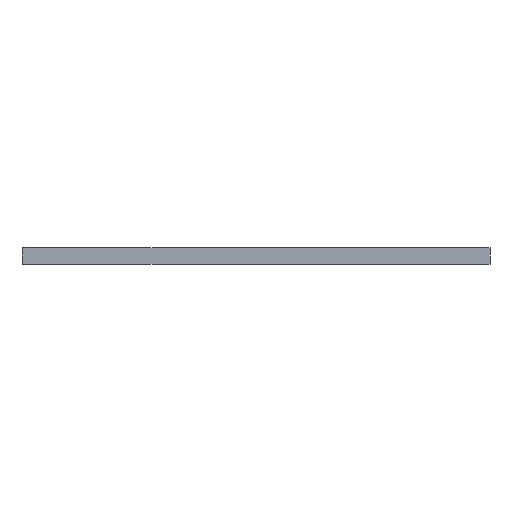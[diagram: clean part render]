
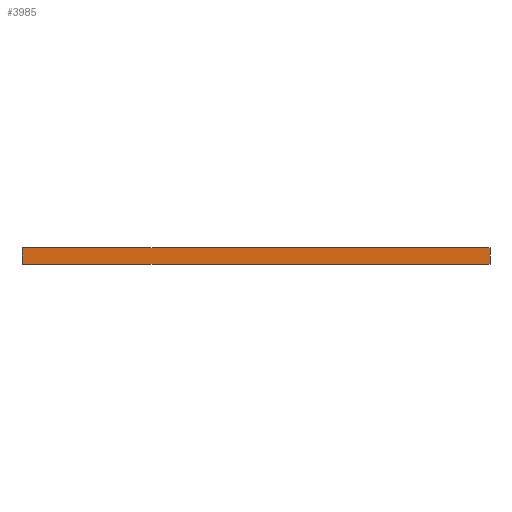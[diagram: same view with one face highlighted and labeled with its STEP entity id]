
A CAD part, front view. The second image highlights one B-rep face of the part: STEP entity #3985.
In plain terms, the highlighted planar face has unit normal (0, -1, 0).
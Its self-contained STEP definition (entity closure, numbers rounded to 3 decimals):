
#83 = PLANE('',#84);
#84 = AXIS2_PLACEMENT_3D('',#85,#86,#87);
#85 = CARTESIAN_POINT('',(148.501,-102.336,1.6));
#86 = DIRECTION('',(-0.,-0.,-1.));
#87 = DIRECTION('',(-1.,0.,0.));
#137 = PLANE('',#138);
#138 = AXIS2_PLACEMENT_3D('',#139,#140,#141);
#139 = CARTESIAN_POINT('',(148.501,-102.336,0.));
#140 = DIRECTION('',(-0.,-0.,-1.));
#141 = DIRECTION('',(-1.,0.,0.));
#442 = VERTEX_POINT('',#443);
#443 = CARTESIAN_POINT('',(171.361,-134.849,0.));
#457 = PLANE('',#458);
#458 = AXIS2_PLACEMENT_3D('',#459,#460,#461);
#459 = CARTESIAN_POINT('',(171.361,-75.159,0.));
#460 = DIRECTION('',(1.,0.,-0.));
#461 = DIRECTION('',(0.,-1.,0.));
#469 = EDGE_CURVE('',#442,#470,#472,.T.);
#470 = VERTEX_POINT('',#471);
#471 = CARTESIAN_POINT('',(125.641,-134.849,0.));
#472 = SURFACE_CURVE('',#473,(#477,#484),.PCURVE_S1.);
#473 = LINE('',#474,#475);
#474 = CARTESIAN_POINT('',(171.361,-134.849,0.));
#475 = VECTOR('',#476,1.);
#476 = DIRECTION('',(-1.,0.,0.));
#477 = PCURVE('',#137,#478);
#478 = DEFINITIONAL_REPRESENTATION('',(#479),#483);
#479 = LINE('',#480,#481);
#480 = CARTESIAN_POINT('',(-22.86,-32.513));
#481 = VECTOR('',#482,1.);
#482 = DIRECTION('',(1.,0.));
#483 = ( GEOMETRIC_REPRESENTATION_CONTEXT(2) 
PARAMETRIC_REPRESENTATION_CONTEXT() REPRESENTATION_CONTEXT('2D SPACE',''
  ) );
#484 = PCURVE('',#485,#490);
#485 = PLANE('',#486);
#486 = AXIS2_PLACEMENT_3D('',#487,#488,#489);
#487 = CARTESIAN_POINT('',(171.361,-134.849,0.));
#488 = DIRECTION('',(0.,-1.,0.));
#489 = DIRECTION('',(-1.,0.,0.));
#490 = DEFINITIONAL_REPRESENTATION('',(#491),#495);
#491 = LINE('',#492,#493);
#492 = CARTESIAN_POINT('',(0.,-0.));
#493 = VECTOR('',#494,1.);
#494 = DIRECTION('',(1.,0.));
#495 = ( GEOMETRIC_REPRESENTATION_CONTEXT(2) 
PARAMETRIC_REPRESENTATION_CONTEXT() REPRESENTATION_CONTEXT('2D SPACE',''
  ) );
#513 = PLANE('',#514);
#514 = AXIS2_PLACEMENT_3D('',#515,#516,#517);
#515 = CARTESIAN_POINT('',(125.641,-134.849,0.));
#516 = DIRECTION('',(-1.,0.,0.));
#517 = DIRECTION('',(0.,1.,0.));
#2348 = VERTEX_POINT('',#2349);
#2349 = CARTESIAN_POINT('',(171.361,-134.849,1.6));
#2370 = EDGE_CURVE('',#2348,#2371,#2373,.T.);
#2371 = VERTEX_POINT('',#2372);
#2372 = CARTESIAN_POINT('',(125.641,-134.849,1.6));
#2373 = SURFACE_CURVE('',#2374,(#2378,#2385),.PCURVE_S1.);
#2374 = LINE('',#2375,#2376);
#2375 = CARTESIAN_POINT('',(171.361,-134.849,1.6));
#2376 = VECTOR('',#2377,1.);
#2377 = DIRECTION('',(-1.,0.,0.));
#2378 = PCURVE('',#83,#2379);
#2379 = DEFINITIONAL_REPRESENTATION('',(#2380),#2384);
#2380 = LINE('',#2381,#2382);
#2381 = CARTESIAN_POINT('',(-22.86,-32.513));
#2382 = VECTOR('',#2383,1.);
#2383 = DIRECTION('',(1.,0.));
#2384 = ( GEOMETRIC_REPRESENTATION_CONTEXT(2) 
PARAMETRIC_REPRESENTATION_CONTEXT() REPRESENTATION_CONTEXT('2D SPACE',''
  ) );
#2385 = PCURVE('',#485,#2386);
#2386 = DEFINITIONAL_REPRESENTATION('',(#2387),#2391);
#2387 = LINE('',#2388,#2389);
#2388 = CARTESIAN_POINT('',(0.,-1.6));
#2389 = VECTOR('',#2390,1.);
#2390 = DIRECTION('',(1.,0.));
#2391 = ( GEOMETRIC_REPRESENTATION_CONTEXT(2) 
PARAMETRIC_REPRESENTATION_CONTEXT() REPRESENTATION_CONTEXT('2D SPACE',''
  ) );
#3935 = EDGE_CURVE('',#470,#2371,#3936,.T.);
#3936 = SURFACE_CURVE('',#3937,(#3941,#3948),.PCURVE_S1.);
#3937 = LINE('',#3938,#3939);
#3938 = CARTESIAN_POINT('',(125.641,-134.849,0.));
#3939 = VECTOR('',#3940,1.);
#3940 = DIRECTION('',(0.,0.,1.));
#3941 = PCURVE('',#513,#3942);
#3942 = DEFINITIONAL_REPRESENTATION('',(#3943),#3947);
#3943 = LINE('',#3944,#3945);
#3944 = CARTESIAN_POINT('',(0.,0.));
#3945 = VECTOR('',#3946,1.);
#3946 = DIRECTION('',(0.,-1.));
#3947 = ( GEOMETRIC_REPRESENTATION_CONTEXT(2) 
PARAMETRIC_REPRESENTATION_CONTEXT() REPRESENTATION_CONTEXT('2D SPACE',''
  ) );
#3948 = PCURVE('',#485,#3949);
#3949 = DEFINITIONAL_REPRESENTATION('',(#3950),#3954);
#3950 = LINE('',#3951,#3952);
#3951 = CARTESIAN_POINT('',(45.72,0.));
#3952 = VECTOR('',#3953,1.);
#3953 = DIRECTION('',(0.,-1.));
#3954 = ( GEOMETRIC_REPRESENTATION_CONTEXT(2) 
PARAMETRIC_REPRESENTATION_CONTEXT() REPRESENTATION_CONTEXT('2D SPACE',''
  ) );
#3985 = ADVANCED_FACE('',(#3986),#485,.T.);
#3986 = FACE_BOUND('',#3987,.T.);
#3987 = EDGE_LOOP('',(#3988,#4009,#4010,#4011));
#3988 = ORIENTED_EDGE('',*,*,#3989,.T.);
#3989 = EDGE_CURVE('',#442,#2348,#3990,.T.);
#3990 = SURFACE_CURVE('',#3991,(#3995,#4002),.PCURVE_S1.);
#3991 = LINE('',#3992,#3993);
#3992 = CARTESIAN_POINT('',(171.361,-134.849,0.));
#3993 = VECTOR('',#3994,1.);
#3994 = DIRECTION('',(0.,0.,1.));
#3995 = PCURVE('',#485,#3996);
#3996 = DEFINITIONAL_REPRESENTATION('',(#3997),#4001);
#3997 = LINE('',#3998,#3999);
#3998 = CARTESIAN_POINT('',(0.,-0.));
#3999 = VECTOR('',#4000,1.);
#4000 = DIRECTION('',(0.,-1.));
#4001 = ( GEOMETRIC_REPRESENTATION_CONTEXT(2) 
PARAMETRIC_REPRESENTATION_CONTEXT() REPRESENTATION_CONTEXT('2D SPACE',''
  ) );
#4002 = PCURVE('',#457,#4003);
#4003 = DEFINITIONAL_REPRESENTATION('',(#4004),#4008);
#4004 = LINE('',#4005,#4006);
#4005 = CARTESIAN_POINT('',(59.69,0.));
#4006 = VECTOR('',#4007,1.);
#4007 = DIRECTION('',(0.,-1.));
#4008 = ( GEOMETRIC_REPRESENTATION_CONTEXT(2) 
PARAMETRIC_REPRESENTATION_CONTEXT() REPRESENTATION_CONTEXT('2D SPACE',''
  ) );
#4009 = ORIENTED_EDGE('',*,*,#2370,.T.);
#4010 = ORIENTED_EDGE('',*,*,#3935,.F.);
#4011 = ORIENTED_EDGE('',*,*,#469,.F.);
